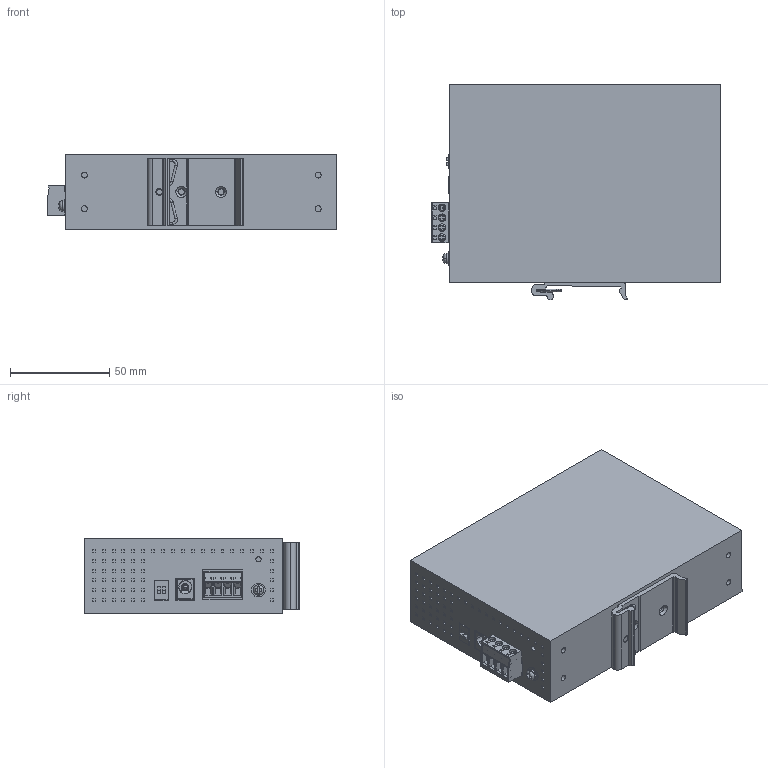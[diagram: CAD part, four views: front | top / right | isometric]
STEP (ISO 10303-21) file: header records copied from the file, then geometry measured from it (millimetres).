
FILE_DESCRIPTION((''),'2;1');
FILE_NAME('TL-SL1216_ASM1117_ASM','2022-11-17T08:32:01',('admin'),(''),'CREO PARAMETRIC BY PTC INC, 2021063','CREO PARAMETRIC BY PTC INC, 2021063','');
FILE_SCHEMA(('CONFIG_CONTROL_DESIGN','GEOMETRIC_VALIDATION_PROPERTIES_MIM'));
Products named in the file (12): 6208500030_4_1_2_3; XINGCAI34_3_1_2_3; TANGHUANG33_3_1_2_3; DAOGUIKAKOU34_ASM_3_1_2_3_ASM; JP-0104-5-SR-H8_5_7_1_2_3; 2704500164_BOMAKAIGUAN_4_1_2_3; DCJ2-DR-14_3X9X10_9_1_5_1_2_3; 1216-B-0304_ASM_4_1_2_3_ASM; PRT0046_2_1_2_3; 2929500011-JIEXIANDUANZITAI_5_3; TL-SL1216_ASM_21_1_2_3_ASM; TL-SL1216_ASM1117_ASM
Assembly tree (11 placements, depth 4):
  TL-SL1216_ASM1117_ASM
    TL-SL1216_ASM_21_1_2_3_ASM
      6208500030_4_1_2_3
      DAOGUIKAKOU34_ASM_3_1_2_3_ASM
        XINGCAI34_3_1_2_3
        TANGHUANG33_3_1_2_3
      1216-B-0304_ASM_4_1_2_3_ASM
        JP-0104-5-SR-H8_5_7_1_2_3
        2704500164_BOMAKAIGUAN_4_1_2_3
        DCJ2-DR-14_3X9X10_9_1_5_1_2_3
      PRT0046_2_1_2_3
      2929500011-JIEXIANDUANZITAI_5_3
Bounding box: 146.3 x 108.9 x 38 mm (x, y, z)
Volume: 499040.1 mm3; surface area: 74513.4 mm2
Topology: 9 solids, 11 shells, 3184 faces, 8751 edges, 5783 vertices
Faces by surface type: plane 2275, cylinder 654, bspline 142, cone 61, torus 34, sphere 18
Entity records: 169834 total; most frequent: CARTESIAN_POINT 32144, ORIENTED_EDGE 17462, DIRECTION 15684, PRESENTATION_STYLE_ASSIGNMENT 11922, STYLED_ITEM 10204, CURVE_STYLE 8731, EDGE_CURVE 8731, VECTOR 6628
